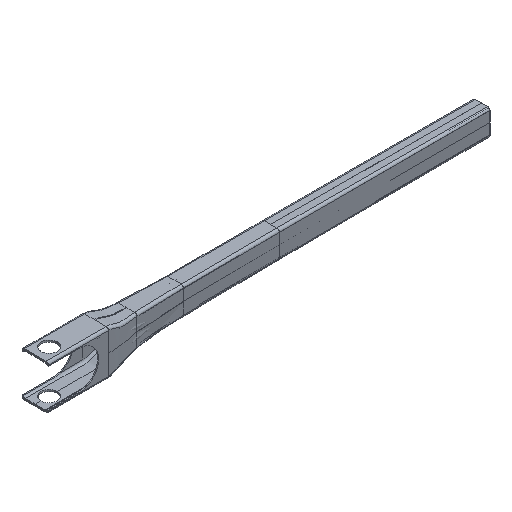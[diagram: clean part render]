
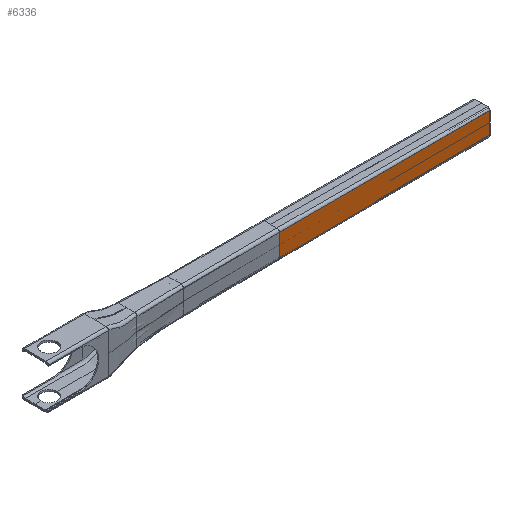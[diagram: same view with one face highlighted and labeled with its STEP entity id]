
A CAD part, isometric view. The second image highlights one B-rep face of the part: STEP entity #6336.
In plain terms, the highlighted planar face has unit normal (0.001, -1, 0).
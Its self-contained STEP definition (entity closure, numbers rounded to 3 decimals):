
#95 = EDGE_CURVE ( 'NONE', #1378, #4994, #8435, .T. ) ;
#149 = FACE_OUTER_BOUND ( 'NONE', #7945, .T. ) ;
#662 = VECTOR ( 'NONE', #5197, 1000. ) ;
#781 = CARTESIAN_POINT ( 'NONE',  ( 730., -36.5, -31. ) ) ;
#1021 = VECTOR ( 'NONE', #2872, 1000. ) ;
#1378 = VERTEX_POINT ( 'NONE', #1381 ) ;
#1381 = CARTESIAN_POINT ( 'NONE',  ( 1608., -35.7, 61.9 ) ) ;
#2026 = EDGE_CURVE ( 'NONE', #3940, #9424, #2822, .T. ) ;
#2402 = PLANE ( 'NONE',  #6038 ) ;
#2822 = LINE ( 'NONE', #10949, #7382 ) ;
#2872 = DIRECTION ( 'NONE',  ( -1., -0.001, -0.005 ) ) ;
#3303 = LINE ( 'NONE', #4619, #1021 ) ;
#3454 = CARTESIAN_POINT ( 'NONE',  ( 730., -36.5, 63. ) ) ;
#3716 = ORIENTED_EDGE ( 'NONE', *, *, #3973, .F. ) ;
#3940 = VERTEX_POINT ( 'NONE', #781 ) ;
#3973 = EDGE_CURVE ( 'NONE', #9424, #1378, #6394, .T. ) ;
#4186 = CARTESIAN_POINT ( 'NONE',  ( 1169., -36.1, -6.1 ) ) ;
#4368 = ORIENTED_EDGE ( 'NONE', *, *, #10211, .F. ) ;
#4619 = CARTESIAN_POINT ( 'NONE',  ( 1608., -35.7, -26.9 ) ) ;
#4704 = ORIENTED_EDGE ( 'NONE', *, *, #95, .F. ) ;
#4994 = VERTEX_POINT ( 'NONE', #10879 ) ;
#5052 = DIRECTION ( 'NONE',  ( -1., -0.001, 0. ) ) ;
#5197 = DIRECTION ( 'NONE',  ( 1., 0.001, -0.001 ) ) ;
#5975 = DIRECTION ( 'NONE',  ( 0., 0., 1. ) ) ;
#6038 = AXIS2_PLACEMENT_3D ( 'NONE', #4186, #10049, #5052 ) ;
#6186 = VECTOR ( 'NONE', #8036, 1000. ) ;
#6336 = ADVANCED_FACE ( 'NONE', ( #149 ), #2402, .F. ) ;
#6394 = LINE ( 'NONE', #3454, #662 ) ;
#7382 = VECTOR ( 'NONE', #5975, 1000. ) ;
#7579 = CARTESIAN_POINT ( 'NONE',  ( 1608., -35.7, -6.1 ) ) ;
#7945 = EDGE_LOOP ( 'NONE', ( #4368, #4704, #3716, #10740 ) ) ;
#8036 = DIRECTION ( 'NONE',  ( 0., 0., -1. ) ) ;
#8435 = LINE ( 'NONE', #7579, #6186 ) ;
#8715 = CARTESIAN_POINT ( 'NONE',  ( 730., -36.5, 63. ) ) ;
#9424 = VERTEX_POINT ( 'NONE', #8715 ) ;
#10049 = DIRECTION ( 'NONE',  ( -0.001, 1., 0. ) ) ;
#10211 = EDGE_CURVE ( 'NONE', #4994, #3940, #3303, .T. ) ;
#10740 = ORIENTED_EDGE ( 'NONE', *, *, #2026, .F. ) ;
#10879 = CARTESIAN_POINT ( 'NONE',  ( 1608., -35.7, -26.9 ) ) ;
#10949 = CARTESIAN_POINT ( 'NONE',  ( 730., -36.5, -6.1 ) ) ;
